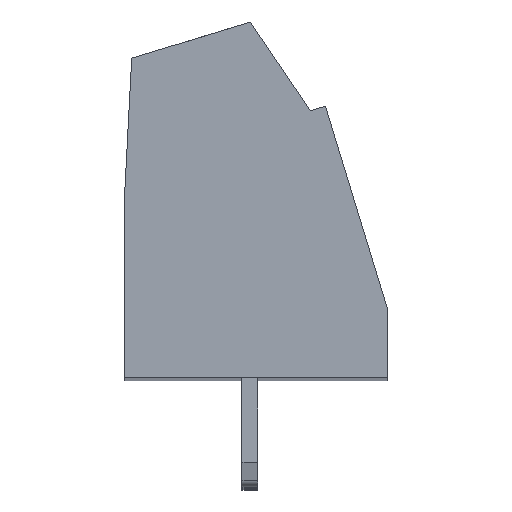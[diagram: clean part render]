
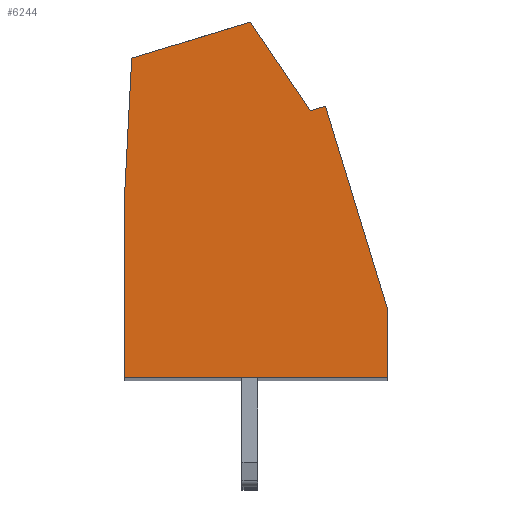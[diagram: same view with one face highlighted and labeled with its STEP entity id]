
A CAD part, top view. The second image highlights one B-rep face of the part: STEP entity #6244.
In plain terms, the highlighted planar face has unit normal (0, 0, 1).
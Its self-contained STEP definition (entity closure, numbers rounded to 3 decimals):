
#749=DIRECTION('',(-0.292,0.956,0.));
#750=VECTOR('',#749,6.75);
#751=CARTESIAN_POINT('',(4.2,-5.45,1.75));
#752=LINE('',#751,#750);
#753=DIRECTION('',(0.,1.,0.));
#754=VECTOR('',#753,2.25);
#755=CARTESIAN_POINT('',(4.2,-7.7,1.75));
#756=LINE('',#755,#754);
#757=DIRECTION('',(1.,0.,0.));
#758=VECTOR('',#757,8.4);
#759=CARTESIAN_POINT('',(-4.2,-7.7,1.75));
#760=LINE('',#759,#758);
#761=DIRECTION('',(0.,-1.,0.));
#762=VECTOR('',#761,6.071);
#763=CARTESIAN_POINT('',(-4.2,-1.629,1.75));
#764=LINE('',#763,#762);
#765=DIRECTION('',(-0.052,-0.999,0.));
#766=VECTOR('',#765,4.172);
#767=CARTESIAN_POINT('',(-3.982,2.537,1.75));
#768=LINE('',#767,#766);
#769=DIRECTION('',(-0.956,-0.292,0.));
#770=VECTOR('',#769,3.978);
#771=CARTESIAN_POINT('',(-0.177,3.7,1.75));
#772=LINE('',#771,#770);
#773=DIRECTION('',(-0.559,0.829,0.));
#774=VECTOR('',#773,3.43);
#775=CARTESIAN_POINT('',(1.741,0.857,1.75));
#776=LINE('',#775,#774);
#777=DIRECTION('',(-0.956,-0.292,0.));
#778=VECTOR('',#777,0.508);
#779=CARTESIAN_POINT('',(2.226,1.005,1.75));
#780=LINE('',#779,#778);
#4381=CARTESIAN_POINT('',(4.2,-5.45,1.75));
#4382=CARTESIAN_POINT('',(2.226,1.005,1.75));
#4383=VERTEX_POINT('',#4381);
#4384=VERTEX_POINT('',#4382);
#4385=CARTESIAN_POINT('',(1.741,0.857,1.75));
#4386=VERTEX_POINT('',#4385);
#4387=CARTESIAN_POINT('',(-0.177,3.7,1.75));
#4388=VERTEX_POINT('',#4387);
#4389=CARTESIAN_POINT('',(-3.982,2.537,1.75));
#4390=VERTEX_POINT('',#4389);
#4391=CARTESIAN_POINT('',(-4.2,-1.629,1.75));
#4392=VERTEX_POINT('',#4391);
#4393=CARTESIAN_POINT('',(-4.2,-7.7,1.75));
#4394=VERTEX_POINT('',#4393);
#4395=CARTESIAN_POINT('',(4.2,-7.7,1.75));
#4396=VERTEX_POINT('',#4395);
#6229=CARTESIAN_POINT('',(0.,0.,1.75));
#6230=DIRECTION('',(0.,0.,1.));
#6231=DIRECTION('',(1.,0.,0.));
#6232=AXIS2_PLACEMENT_3D('',#6229,#6230,#6231);
#6233=PLANE('',#6232);
#6234=ORIENTED_EDGE('',*,*,#5709,.F.);
#6235=ORIENTED_EDGE('',*,*,#5884,.F.);
#6236=ORIENTED_EDGE('',*,*,#5898,.F.);
#6237=ORIENTED_EDGE('',*,*,#6072,.F.);
#6238=ORIENTED_EDGE('',*,*,#6086,.F.);
#6239=ORIENTED_EDGE('',*,*,#6100,.F.);
#6240=ORIENTED_EDGE('',*,*,#6210,.F.);
#6241=ORIENTED_EDGE('',*,*,#6223,.F.);
#6242=EDGE_LOOP('',(#6234,#6235,#6236,#6237,#6238,#6239,#6240,#6241));
#6243=FACE_OUTER_BOUND('',#6242,.F.);
#5709=EDGE_CURVE('',#4383,#4384,#752,.T.);
#5884=EDGE_CURVE('',#4396,#4383,#756,.T.);
#5898=EDGE_CURVE('',#4394,#4396,#760,.T.);
#6072=EDGE_CURVE('',#4392,#4394,#764,.T.);
#6086=EDGE_CURVE('',#4390,#4392,#768,.T.);
#6100=EDGE_CURVE('',#4388,#4390,#772,.T.);
#6210=EDGE_CURVE('',#4386,#4388,#776,.T.);
#6223=EDGE_CURVE('',#4384,#4386,#780,.T.);
#6244=ADVANCED_FACE('',(#6243),#6233,.T.);
